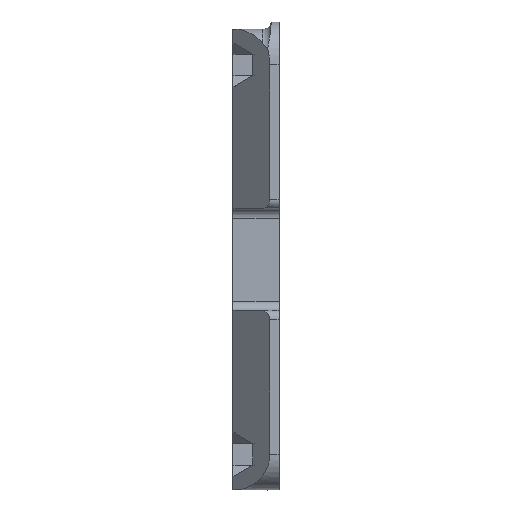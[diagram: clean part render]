
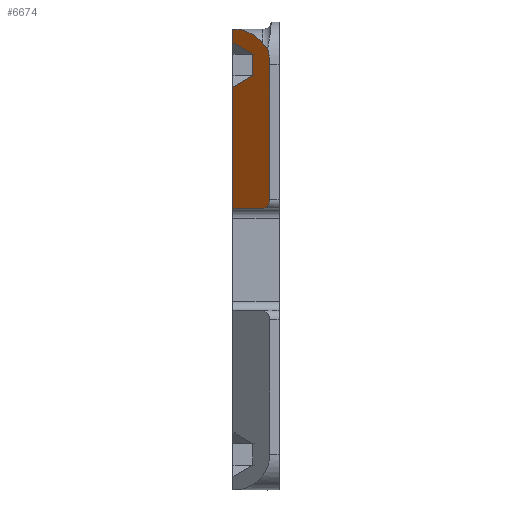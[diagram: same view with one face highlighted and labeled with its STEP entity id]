
A CAD part, left-side view. The second image highlights one B-rep face of the part: STEP entity #6674.
In plain terms, the highlighted planar face has unit normal (-0.707, 0.707, 0).
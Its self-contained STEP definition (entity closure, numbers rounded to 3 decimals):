
#28 = EDGE_CURVE ( 'NONE', #7406, #4325, #2829, .T. ) ;
#84 = VECTOR ( 'NONE', #2983, 1000. ) ;
#196 = CARTESIAN_POINT ( 'NONE',  ( -24., 0., 5.5 ) ) ;
#310 = VECTOR ( 'NONE', #3670, 1000. ) ;
#315 = EDGE_CURVE ( 'NONE', #3100, #2059, #6134, .T. ) ;
#346 = CARTESIAN_POINT ( 'NONE',  ( -24.549, -0.549, 23.078 ) ) ;
#410 = CARTESIAN_POINT ( 'NONE',  ( -25., -1., 6.5 ) ) ;
#423 = VECTOR ( 'NONE', #3561, 1000. ) ;
#465 = CARTESIAN_POINT ( 'NONE',  ( -24.747, -0.747, 22.921 ) ) ;
#552 = EDGE_CURVE ( 'NONE', #4325, #1231, #6611, .T. ) ;
#650 = CARTESIAN_POINT ( 'NONE',  ( -16.672, 7.328, 21.38 ) ) ;
#670 = CARTESIAN_POINT ( 'NONE',  ( -21., 3., 21.139 ) ) ;
#696 = CARTESIAN_POINT ( 'NONE',  ( -10.5, 13.5, 5.5 ) ) ;
#773 = ORIENTED_EDGE ( 'NONE', *, *, #28, .F. ) ;
#818 = CARTESIAN_POINT ( 'NONE',  ( -25., -1., 6.5 ) ) ;
#881 = CARTESIAN_POINT ( 'NONE',  ( -17.829, 6.171, 25.388 ) ) ;
#1003 = ORIENTED_EDGE ( 'NONE', *, *, #1591, .F. ) ;
#1133 = CARTESIAN_POINT ( 'NONE',  ( -23.164, 0.836, 0. ) ) ;
#1209 = CARTESIAN_POINT ( 'NONE',  ( -23.164, 0.836, 22.308 ) ) ;
#1231 = VERTEX_POINT ( 'NONE', #1968 ) ;
#1267 = CARTESIAN_POINT ( 'NONE',  ( -21., 3., 18.881 ) ) ;
#1508 = CARTESIAN_POINT ( 'NONE',  ( -24.693, -0.693, 22.95 ) ) ;
#1551 = CARTESIAN_POINT ( 'NONE',  ( -24.835, -0.835, 22.64 ) ) ;
#1591 = EDGE_CURVE ( 'NONE', #3811, #7248, #3233, .T. ) ;
#1915 = VERTEX_POINT ( 'NONE', #6887 ) ;
#1918 = ORIENTED_EDGE ( 'NONE', *, *, #5465, .F. ) ;
#1941 = CARTESIAN_POINT ( 'NONE',  ( -6.211, 17.789, 14.858 ) ) ;
#1968 = CARTESIAN_POINT ( 'NONE',  ( -21.139, 2.861, 23.477 ) ) ;
#1986 =( BOUNDED_CURVE ( )  B_SPLINE_CURVE ( 3, ( #2944, #2386, #2501, #4796 ),
 .UNSPECIFIED., .F., .T. ) 
 B_SPLINE_CURVE_WITH_KNOTS ( ( 4, 4 ),
 ( 4.676, 5.628 ),
 .UNSPECIFIED. ) 
 CURVE ( )  GEOMETRIC_REPRESENTATION_ITEM ( )  RATIONAL_B_SPLINE_CURVE ( ( 1., 0.926, 0.926, 1. ) ) 
 REPRESENTATION_ITEM ( '' )  );
#2059 = VERTEX_POINT ( 'NONE', #2435 ) ;
#2073 = CARTESIAN_POINT ( 'NONE',  ( -24.503, -0.503, 23.126 ) ) ;
#2172 = VERTEX_POINT ( 'NONE', #7112 ) ;
#2274 = B_SPLINE_CURVE_WITH_KNOTS ( 'NONE', 3,
 ( #7276, #4416, #5621, #6781, #1551, #7350 ),
 .UNSPECIFIED., .F., .F.,
 ( 4, 2, 4 ),
 ( 0., 0.001, 0.002 ),
 .UNSPECIFIED. ) ;
#2386 = CARTESIAN_POINT ( 'NONE',  ( -22.272, 1.728, 25.043 ) ) ;
#2435 = CARTESIAN_POINT ( 'NONE',  ( -24.2, -0.2, 23.492 ) ) ;
#2445 = CARTESIAN_POINT ( 'NONE',  ( -25., -1., 6.5 ) ) ;
#2459 = DIRECTION ( 'NONE',  ( 0., 0., -1. ) ) ;
#2477 = VERTEX_POINT ( 'NONE', #3662 ) ;
#2501 = CARTESIAN_POINT ( 'NONE',  ( -23.424, 0.576, 24.501 ) ) ;
#2513 = CARTESIAN_POINT ( 'NONE',  ( -23.164, 0.836, 19.97 ) ) ;
#2683 = VERTEX_POINT ( 'NONE', #2836 ) ;
#2701 = ORIENTED_EDGE ( 'NONE', *, *, #6765, .F. ) ;
#2733 = EDGE_CURVE ( 'NONE', #2477, #2955, #2795, .T. ) ;
#2795 = LINE ( 'NONE', #3356, #5336 ) ;
#2829 = LINE ( 'NONE', #1133, #3401 ) ;
#2836 = CARTESIAN_POINT ( 'NONE',  ( -25., -1., 21.139 ) ) ;
#2944 = CARTESIAN_POINT ( 'NONE',  ( -21., 3., 24.997 ) ) ;
#2955 = VERTEX_POINT ( 'NONE', #4942 ) ;
#2983 = DIRECTION ( 'NONE',  ( 0.707, 0.707, 0. ) ) ;
#2992 = ORIENTED_EDGE ( 'NONE', *, *, #5093, .F. ) ;
#3044 = CARTESIAN_POINT ( 'NONE',  ( -24.586, -0.586, 5.5 ) ) ;
#3100 = VERTEX_POINT ( 'NONE', #465 ) ;
#3123 = CARTESIAN_POINT ( 'NONE',  ( -24.747, -0.747, 22.921 ) ) ;
#3190 = ORIENTED_EDGE ( 'NONE', *, *, #315, .T. ) ;
#3233 =( BOUNDED_CURVE ( )  B_SPLINE_CURVE ( 3, ( #2445, #3649, #3044, #196 ),
 .UNSPECIFIED., .F., .T. ) 
 B_SPLINE_CURVE_WITH_KNOTS ( ( 4, 4 ),
 ( 0., 1.571 ),
 .UNSPECIFIED. ) 
 CURVE ( )  GEOMETRIC_REPRESENTATION_ITEM ( )  RATIONAL_B_SPLINE_CURVE ( ( 1., 0.805, 0.805, 1. ) ) 
 REPRESENTATION_ITEM ( '' )  );
#3356 = CARTESIAN_POINT ( 'NONE',  ( -21., 3., 21.139 ) ) ;
#3401 = VECTOR ( 'NONE', #5543, 1000. ) ;
#3421 = ORIENTED_EDGE ( 'NONE', *, *, #552, .F. ) ;
#3561 = DIRECTION ( 'NONE',  ( 0., 0., 1. ) ) ;
#3566 = AXIS2_PLACEMENT_3D ( 'NONE', #4196, #4231, #2459 ) ;
#3649 = CARTESIAN_POINT ( 'NONE',  ( -25., -1., 5.914 ) ) ;
#3662 = CARTESIAN_POINT ( 'NONE',  ( -21., 3., 23.397 ) ) ;
#3670 = DIRECTION ( 'NONE',  ( 0.655, 0.655, -0.378 ) ) ;
#3759 = CARTESIAN_POINT ( 'NONE',  ( -24.369, -0.369, 23.276 ) ) ;
#3811 = VERTEX_POINT ( 'NONE', #818 ) ;
#3960 = DIRECTION ( 'NONE',  ( 0., 0., 1. ) ) ;
#4121 = LINE ( 'NONE', #1941, #310 ) ;
#4145 = LINE ( 'NONE', #650, #7192 ) ;
#4196 = CARTESIAN_POINT ( 'NONE',  ( -21., 3., 0. ) ) ;
#4207 = LINE ( 'NONE', #670, #423 ) ;
#4209 = EDGE_CURVE ( 'NONE', #2683, #3100, #2274, .T. ) ;
#4231 = DIRECTION ( 'NONE',  ( -0.707, 0.707, 0. ) ) ;
#4325 = VERTEX_POINT ( 'NONE', #1209 ) ;
#4376 = ORIENTED_EDGE ( 'NONE', *, *, #6020, .F. ) ;
#4416 = CARTESIAN_POINT ( 'NONE',  ( -25., -1., 21.446 ) ) ;
#4544 = EDGE_LOOP ( 'NONE', ( #1003, #4376, #5316, #3190, #1918, #7424, #2992, #3421, #773, #6041, #6107, #4886, #2701 ) ) ;
#4715 = FACE_OUTER_BOUND ( 'NONE', #4544, .T. ) ;
#4796 = CARTESIAN_POINT ( 'NONE',  ( -24.2, -0.2, 23.492 ) ) ;
#4873 = VECTOR ( 'NONE', #7215, 1000. ) ;
#4886 = ORIENTED_EDGE ( 'NONE', *, *, #4903, .F. ) ;
#4903 = EDGE_CURVE ( 'NONE', #1915, #6237, #4207, .T. ) ;
#4942 = CARTESIAN_POINT ( 'NONE',  ( -21., 3., 24.997 ) ) ;
#4943 = CARTESIAN_POINT ( 'NONE',  ( -24., 0., 5.5 ) ) ;
#5093 = EDGE_CURVE ( 'NONE', #1231, #2477, #4121, .T. ) ;
#5120 = VECTOR ( 'NONE', #6855, 1000. ) ;
#5227 = CARTESIAN_POINT ( 'NONE',  ( -7.368, 16.632, 10.85 ) ) ;
#5242 = DIRECTION ( 'NONE',  ( -0.655, -0.655, -0.378 ) ) ;
#5316 = ORIENTED_EDGE ( 'NONE', *, *, #4209, .T. ) ;
#5336 = VECTOR ( 'NONE', #3960, 1000. ) ;
#5465 = EDGE_CURVE ( 'NONE', #2955, #2059, #1986, .T. ) ;
#5495 = LINE ( 'NONE', #410, #5979 ) ;
#5501 = CARTESIAN_POINT ( 'NONE',  ( -24.2, -0.2, 23.492 ) ) ;
#5543 = DIRECTION ( 'NONE',  ( 0., 0., 1. ) ) ;
#5609 = DIRECTION ( 'NONE',  ( 0., 0., -1. ) ) ;
#5621 = CARTESIAN_POINT ( 'NONE',  ( -24.981, -0.981, 21.749 ) ) ;
#5689 = EDGE_CURVE ( 'NONE', #2172, #7406, #6376, .T. ) ;
#5858 = LINE ( 'NONE', #696, #84 ) ;
#5979 = VECTOR ( 'NONE', #5609, 1000. ) ;
#6020 = EDGE_CURVE ( 'NONE', #2683, #3811, #5495, .T. ) ;
#6032 = CARTESIAN_POINT ( 'NONE',  ( -24.644, -0.644, 22.991 ) ) ;
#6041 = ORIENTED_EDGE ( 'NONE', *, *, #5689, .F. ) ;
#6107 = ORIENTED_EDGE ( 'NONE', *, *, #7082, .F. ) ;
#6134 = B_SPLINE_CURVE_WITH_KNOTS ( 'NONE', 3,
 ( #3123, #1508, #6032, #346, #2073, #3759, #6670, #5501 ),
 .UNSPECIFIED., .F., .F.,
 ( 4, 2, 2, 4 ),
 ( 0., 0., 0., 0.001 ),
 .UNSPECIFIED. ) ;
#6237 = VERTEX_POINT ( 'NONE', #1267 ) ;
#6376 = LINE ( 'NONE', #5227, #5120 ) ;
#6498 = PLANE ( 'NONE',  #3566 ) ;
#6611 = LINE ( 'NONE', #881, #4873 ) ;
#6670 = CARTESIAN_POINT ( 'NONE',  ( -24.284, -0.284, 23.383 ) ) ;
#6674 = ADVANCED_FACE ( 'NONE', ( #4715 ), #6498, .T. ) ;
#6765 = EDGE_CURVE ( 'NONE', #7248, #1915, #5858, .T. ) ;
#6781 = CARTESIAN_POINT ( 'NONE',  ( -24.899, -0.899, 22.344 ) ) ;
#6855 = DIRECTION ( 'NONE',  ( -0.655, -0.655, 0.378 ) ) ;
#6887 = CARTESIAN_POINT ( 'NONE',  ( -21., 3., 5.5 ) ) ;
#7082 = EDGE_CURVE ( 'NONE', #6237, #2172, #4145, .T. ) ;
#7112 = CARTESIAN_POINT ( 'NONE',  ( -21.139, 2.861, 18.801 ) ) ;
#7192 = VECTOR ( 'NONE', #5242, 1000. ) ;
#7215 = DIRECTION ( 'NONE',  ( 0.655, 0.655, 0.378 ) ) ;
#7248 = VERTEX_POINT ( 'NONE', #4943 ) ;
#7276 = CARTESIAN_POINT ( 'NONE',  ( -25., -1., 21.139 ) ) ;
#7350 = CARTESIAN_POINT ( 'NONE',  ( -24.747, -0.747, 22.921 ) ) ;
#7406 = VERTEX_POINT ( 'NONE', #2513 ) ;
#7424 = ORIENTED_EDGE ( 'NONE', *, *, #2733, .F. ) ;
